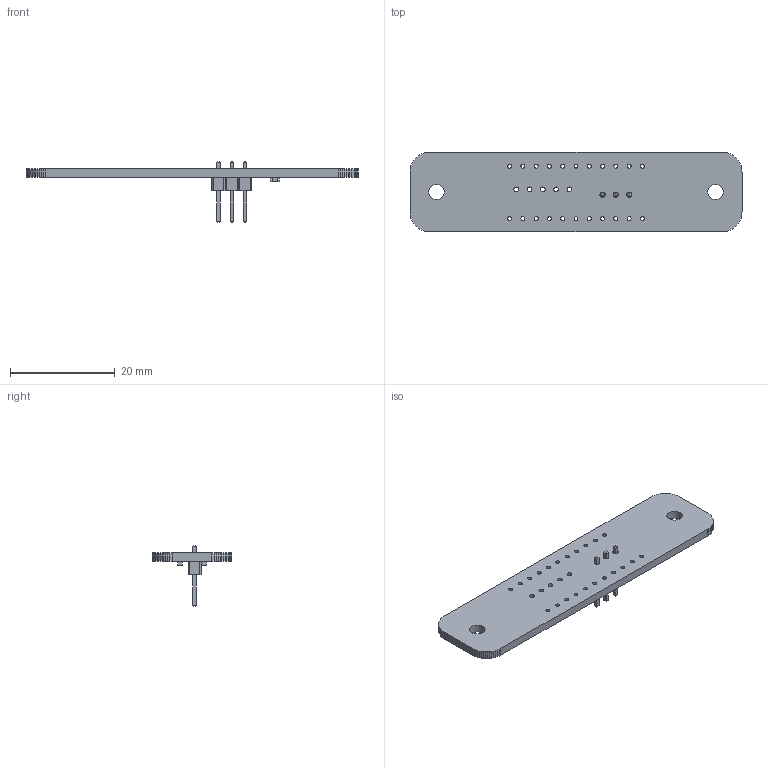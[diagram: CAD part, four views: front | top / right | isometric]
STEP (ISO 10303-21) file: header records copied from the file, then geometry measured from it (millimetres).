
FILE_DESCRIPTION(('KiCad electronic assembly'),'2;1');
FILE_NAME('CCD_Breakout.step','2023-10-20T23:22:31',('Pcbnew'),('Kicad') ,'Open CASCADE STEP processor 7.7','KiCad to STEP converter','Unknown' );
FILE_SCHEMA(('AUTOMOTIVE_DESIGN { 1 0 10303 214 1 1 1 1 }'));
Length unit declared in the file: millimetre
Products named in the file (6): CCD_Breakout 1; C_0603_1608Metric; SOLID; PinHeader_1x03_P2.54mm_Vertical; CCD_Breakout PCB
Assembly tree (7 placements, depth 3):
  CCD_Breakout 1
    C_0603_1608Metric  x3
      SOLID
    PinHeader_1x03_P2.54mm_Vertical
      SOLID
    CCD_Breakout PCB
Bounding box: 63.5 x 15.24 x 11.54 mm (x, y, z)
Volume: 1543.4 mm3; surface area: 2421.4 mm2
Topology: 5 solids, 5 shells, 258 faces, 684 edges, 448 vertices
Faces by surface type: plane 190, cylinder 68
Full cylindrical faces by diameter (mm): 0.762 x22, 0.9 x5, 1 x3, 2.946 x2
Entity records: 14463 total; most frequent: CARTESIAN_POINT 2638, DIRECTION 2052, LINE 1444, VECTOR 1444, ORIENTED_EDGE 1080, PCURVE 1080, DEFINITIONAL_REPRESENTATION 1080, EDGE_CURVE 540
